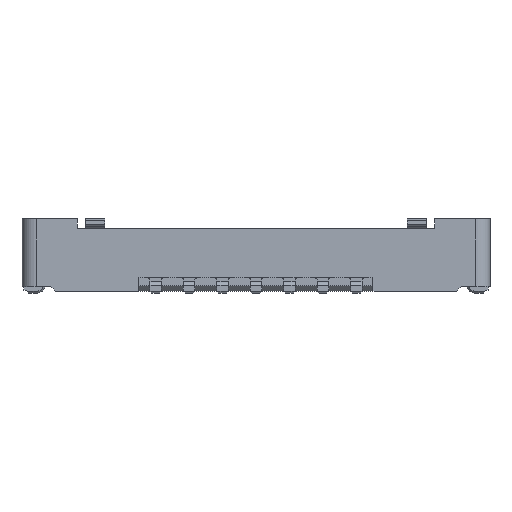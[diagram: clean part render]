
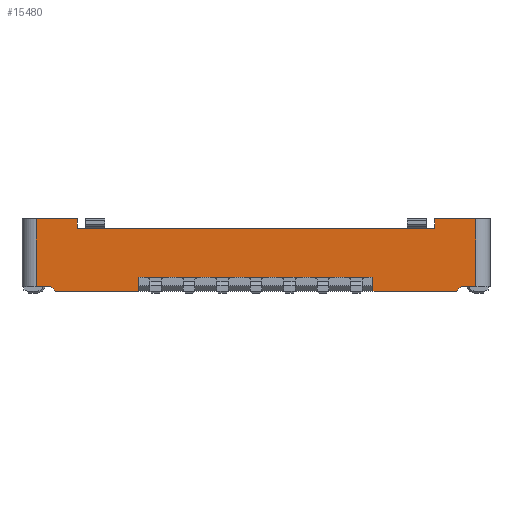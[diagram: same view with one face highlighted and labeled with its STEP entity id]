
A CAD part, front view. The second image highlights one B-rep face of the part: STEP entity #15480.
In plain terms, the highlighted face is planar.
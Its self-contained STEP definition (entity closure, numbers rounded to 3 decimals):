
#7870=CARTESIAN_POINT('',(1.225,0.,1.));
#7880=VERTEX_POINT('',#7870);
#7910=CARTESIAN_POINT('',(2.1,0.,1.));
#7920=DIRECTION('',(-1.,0.,0.));
#7930=VECTOR('',#7920,1.);
#7940=LINE('',#7910,#7930);
#7950=CARTESIAN_POINT('',(2.1,0.,1.));
#7960=VERTEX_POINT('',#7950);
#7970=EDGE_CURVE('',#7960,#7880,#7940,.T.);
#8510=CARTESIAN_POINT('',(-2.1,0.,1.));
#8520=VERTEX_POINT('',#8510);
#8550=CARTESIAN_POINT('',(-1.225,0.,1.));
#8560=DIRECTION('',(-1.,0.,0.));
#8570=VECTOR('',#8560,1.);
#8580=LINE('',#8550,#8570);
#8590=CARTESIAN_POINT('',(-1.225,0.,1.));
#8600=VERTEX_POINT('',#8590);
#8610=EDGE_CURVE('',#8600,#8520,#8580,.T.);
#11130=CARTESIAN_POINT('',(-1.225,0.15,1.));
#11140=DIRECTION('',(0.,-1.,0.));
#11150=VECTOR('',#11140,1.);
#11160=LINE('',#11130,#11150);
#11170=CARTESIAN_POINT('',(-1.225,0.15,1.));
#11180=VERTEX_POINT('',#11170);
#11190=EDGE_CURVE('',#11180,#8600,#11160,.T.);
#11820=CARTESIAN_POINT('',(1.225,0.15,1.));
#11830=DIRECTION('',(-1.,0.,0.));
#11840=VECTOR('',#11830,1.);
#11850=LINE('',#11820,#11840);
#11860=CARTESIAN_POINT('',(1.225,0.15,1.));
#11870=VERTEX_POINT('',#11860);
#11880=EDGE_CURVE('',#11870,#11180,#11850,.T.);
#14450=CARTESIAN_POINT('',(-2.45,0.,1.));
#14460=DIRECTION('',(0.,0.,1.));
#14470=DIRECTION('',(1.,0.,0.));
#14480=AXIS2_PLACEMENT_3D('',#14450,#14460,#14470);
#14490=PLANE('',#14480);
#14500=CARTESIAN_POINT('',(-2.3,0.76,1.));
#14510=DIRECTION('',(1.,0.,0.));
#14520=VECTOR('',#14510,1.);
#14530=LINE('',#14500,#14520);
#14540=CARTESIAN_POINT('',(-2.3,0.76,1.));
#14550=VERTEX_POINT('',#14540);
#14560=CARTESIAN_POINT('',(-1.87,0.76,1.));
#14570=VERTEX_POINT('',#14560);
#14580=EDGE_CURVE('',#14550,#14570,#14530,.T.);
#14590=ORIENTED_EDGE('',*,*,#14580,.F.);
#14600=CARTESIAN_POINT('',(-1.87,0.76,1.));
#14610=DIRECTION('',(0.,-1.,0.));
#14620=VECTOR('',#14610,1.);
#14630=LINE('',#14600,#14620);
#14640=CARTESIAN_POINT('',(-1.87,0.66,1.));
#14650=VERTEX_POINT('',#14640);
#14660=EDGE_CURVE('',#14570,#14650,#14630,.T.);
#14670=ORIENTED_EDGE('',*,*,#14660,.F.);
#14680=CARTESIAN_POINT('',(-1.87,0.66,1.));
#14690=DIRECTION('',(1.,0.,0.));
#14700=VECTOR('',#14690,1.);
#14710=LINE('',#14680,#14700);
#14720=CARTESIAN_POINT('',(1.87,0.66,1.));
#14730=VERTEX_POINT('',#14720);
#14740=EDGE_CURVE('',#14650,#14730,#14710,.T.);
#14750=ORIENTED_EDGE('',*,*,#14740,.F.);
#14760=CARTESIAN_POINT('',(1.87,0.76,1.));
#14770=DIRECTION('',(0.,-1.,0.));
#14780=VECTOR('',#14770,1.);
#14790=LINE('',#14760,#14780);
#14800=CARTESIAN_POINT('',(1.87,0.76,1.));
#14810=VERTEX_POINT('',#14800);
#14820=EDGE_CURVE('',#14810,#14730,#14790,.T.);
#14830=ORIENTED_EDGE('',*,*,#14820,.T.);
#14840=CARTESIAN_POINT('',(1.87,0.76,1.));
#14850=DIRECTION('',(1.,0.,0.));
#14860=VECTOR('',#14850,1.);
#14870=LINE('',#14840,#14860);
#14880=CARTESIAN_POINT('',(2.3,0.76,1.));
#14890=VERTEX_POINT('',#14880);
#14900=EDGE_CURVE('',#14810,#14890,#14870,.T.);
#14910=ORIENTED_EDGE('',*,*,#14900,.F.);
#14920=CARTESIAN_POINT('',(2.3,0.76,1.));
#14930=DIRECTION('',(0.,-1.,0.));
#14940=VECTOR('',#14930,1.);
#14950=LINE('',#14920,#14940);
#14960=CARTESIAN_POINT('',(2.3,0.05,1.));
#14970=VERTEX_POINT('',#14960);
#14980=EDGE_CURVE('',#14890,#14970,#14950,.T.);
#14990=ORIENTED_EDGE('',*,*,#14980,.F.);
#15000=CARTESIAN_POINT('',(2.3,0.05,1.));
#15010=DIRECTION('',(-1.,0.,0.));
#15020=VECTOR('',#15010,1.);
#15030=LINE('',#15000,#15020);
#15040=CARTESIAN_POINT('',(2.15,0.05,1.));
#15050=VERTEX_POINT('',#15040);
#15060=EDGE_CURVE('',#14970,#15050,#15030,.T.);
#15070=ORIENTED_EDGE('',*,*,#15060,.F.);
#15080=CARTESIAN_POINT('',(2.1,0.,1.));
#15090=DIRECTION('',(0.707,0.707,0.));
#15100=VECTOR('',#15090,1.);
#15110=LINE('',#15080,#15100);
#15120=EDGE_CURVE('',#7960,#15050,#15110,.T.);
#15130=ORIENTED_EDGE('',*,*,#15120,.T.);
#15140=ORIENTED_EDGE('',*,*,#7970,.F.);
#15150=CARTESIAN_POINT('',(1.225,0.15,1.));
#15160=DIRECTION('',(0.,-1.,0.));
#15170=VECTOR('',#15160,1.);
#15180=LINE('',#15150,#15170);
#15190=EDGE_CURVE('',#11870,#7880,#15180,.T.);
#15200=ORIENTED_EDGE('',*,*,#15190,.T.);
#15210=ORIENTED_EDGE('',*,*,#11880,.F.);
#15220=ORIENTED_EDGE('',*,*,#11190,.F.);
#15230=ORIENTED_EDGE('',*,*,#8610,.F.);
#15240=CARTESIAN_POINT('',(-2.15,0.05,1.));
#15250=DIRECTION('',(0.707,-0.707,0.));
#15260=VECTOR('',#15250,1.);
#15270=LINE('',#15240,#15260);
#15280=CARTESIAN_POINT('',(-2.15,0.05,1.));
#15290=VERTEX_POINT('',#15280);
#15300=EDGE_CURVE('',#15290,#8520,#15270,.T.);
#15310=ORIENTED_EDGE('',*,*,#15300,.T.);
#15320=CARTESIAN_POINT('',(-2.15,0.05,1.));
#15330=DIRECTION('',(-1.,0.,0.));
#15340=VECTOR('',#15330,1.);
#15350=LINE('',#15320,#15340);
#15360=CARTESIAN_POINT('',(-2.3,0.05,1.));
#15370=VERTEX_POINT('',#15360);
#15380=EDGE_CURVE('',#15290,#15370,#15350,.T.);
#15390=ORIENTED_EDGE('',*,*,#15380,.F.);
#15400=CARTESIAN_POINT('',(-2.3,0.05,1.));
#15410=DIRECTION('',(0.,1.,0.));
#15420=VECTOR('',#15410,1.);
#15430=LINE('',#15400,#15420);
#15440=EDGE_CURVE('',#15370,#14550,#15430,.T.);
#15450=ORIENTED_EDGE('',*,*,#15440,.F.);
#15460=EDGE_LOOP('',(#15450,#15390,#15310,#15230,#15220,#15210,#15200,
#15140,#15130,#15070,#14990,#14910,#14830,#14750,#14670,#14590));
#15470=FACE_OUTER_BOUND('',#15460,.T.);
#15480=ADVANCED_FACE('',(#15470),#14490,.T.);
